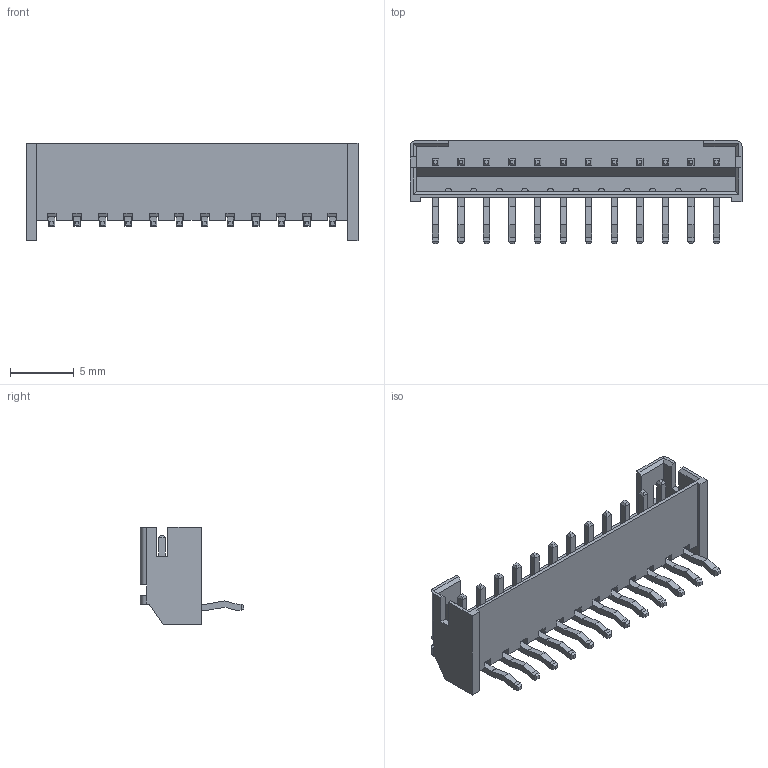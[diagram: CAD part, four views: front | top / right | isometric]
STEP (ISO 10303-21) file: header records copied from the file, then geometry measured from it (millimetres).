
FILE_DESCRIPTION((''),'2;1');
FILE_NAME('JS-1125R-12','2018-04-25T',('csrd01'),(''),'CREO PARAMETRIC BY PTC INC, 2017300','CREO PARAMETRIC BY PTC INC, 2017300','');
FILE_SCHEMA(('CONFIG_CONTROL_DESIGN'));
Length unit declared in the file: millimetre
Products named in the file (1): JS-1125R-12
Bounding box: 26 x 8.1 x 7.6 mm (x, y, z)
Volume: 277.3 mm3; surface area: 1051.3 mm2
Topology: 1 solids, 1 shells, 555 faces, 1467 edges, 934 vertices
Faces by surface type: plane 456, cylinder 99
Entity records: 16869 total; most frequent: CARTESIAN_POINT 2956, ORIENTED_EDGE 2934, DIRECTION 2775, EDGE_CURVE 1467, VECTOR 1269, LINE 1269, VERTEX_POINT 934, AXIS2_PLACEMENT_3D 753
